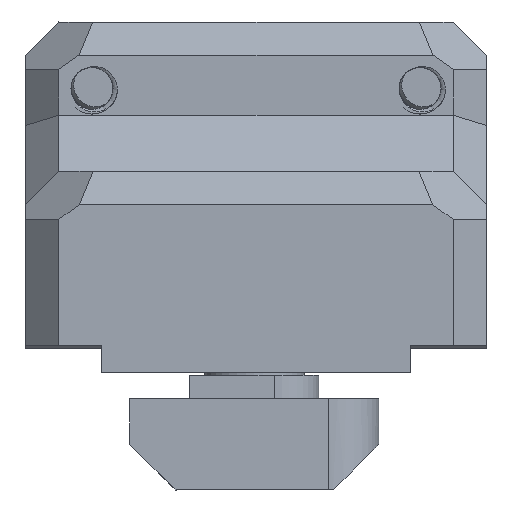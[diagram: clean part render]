
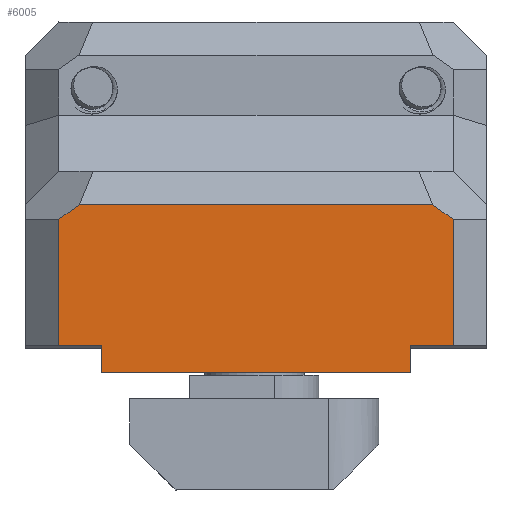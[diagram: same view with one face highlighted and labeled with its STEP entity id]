
A CAD part, left-side view. The second image highlights one B-rep face of the part: STEP entity #6005.
In plain terms, the highlighted planar face has unit normal (-1, 0, 0).
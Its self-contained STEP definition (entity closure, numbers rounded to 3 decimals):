
#835=LINE('',#22163,#1323);
#839=LINE('',#22170,#1327);
#843=LINE('',#22179,#1331);
#892=LINE('',#22583,#1380);
#895=LINE('',#22590,#1383);
#899=LINE('',#22597,#1387);
#909=LINE('',#22619,#1397);
#927=LINE('',#24837,#1415);
#929=LINE('',#24840,#1417);
#930=LINE('',#24841,#1418);
#1323=VECTOR('',#7938,10.);
#1327=VECTOR('',#7944,10.);
#1331=VECTOR('',#7950,10.);
#1380=VECTOR('',#8031,10.);
#1383=VECTOR('',#8036,10.);
#1387=VECTOR('',#8042,10.);
#1397=VECTOR('',#8064,1000.);
#1415=VECTOR('',#8132,10.);
#1417=VECTOR('',#8136,10.);
#1418=VECTOR('',#8137,1000.);
#1924=FACE_OUTER_BOUND('',#2307,.T.);
#2307=EDGE_LOOP('',(#5426,#5427,#5428,#5429,#5430,#5431,#5432,#5433,#5434,
#5435));
#2918=VERTEX_POINT('',#22160);
#2919=VERTEX_POINT('',#22162);
#2921=VERTEX_POINT('',#22168);
#2924=VERTEX_POINT('',#22176);
#2925=VERTEX_POINT('',#22178);
#2957=VERTEX_POINT('',#22582);
#2959=VERTEX_POINT('',#22587);
#2960=VERTEX_POINT('',#22589);
#2962=VERTEX_POINT('',#22595);
#2985=VERTEX_POINT('',#24836);
#3691=EDGE_CURVE('',#2919,#2918,#835,.T.);
#3695=EDGE_CURVE('',#2918,#2921,#839,.T.);
#3699=EDGE_CURVE('',#2925,#2924,#843,.T.);
#3752=EDGE_CURVE('',#2957,#2925,#892,.T.);
#3755=EDGE_CURVE('',#2959,#2960,#895,.T.);
#3759=EDGE_CURVE('',#2959,#2962,#899,.F.);
#3771=EDGE_CURVE('',#2919,#2924,#909,.T.);
#3811=EDGE_CURVE('',#2985,#2960,#927,.F.);
#3813=EDGE_CURVE('',#2962,#2957,#929,.T.);
#3814=EDGE_CURVE('',#2985,#2921,#930,.T.);
#5426=ORIENTED_EDGE('',*,*,#3755,.F.);
#5427=ORIENTED_EDGE('',*,*,#3759,.T.);
#5428=ORIENTED_EDGE('',*,*,#3813,.T.);
#5429=ORIENTED_EDGE('',*,*,#3752,.T.);
#5430=ORIENTED_EDGE('',*,*,#3699,.T.);
#5431=ORIENTED_EDGE('',*,*,#3771,.F.);
#5432=ORIENTED_EDGE('',*,*,#3691,.T.);
#5433=ORIENTED_EDGE('',*,*,#3695,.T.);
#5434=ORIENTED_EDGE('',*,*,#3814,.F.);
#5435=ORIENTED_EDGE('',*,*,#3811,.T.);
#5653=PLANE('',#6711);
#6005=ADVANCED_FACE('',(#1924),#5653,.F.);
#6711=AXIS2_PLACEMENT_3D('',#24839,#8134,#8135);
#7938=DIRECTION('',(0.,-1.,0.));
#7944=DIRECTION('',(0.,0.,-1.));
#7950=DIRECTION('',(0.,1.,0.));
#8031=DIRECTION('',(0.,0.,-1.));
#8036=DIRECTION('',(0.,0.,-1.));
#8042=DIRECTION('',(0.,-0.577,-0.816));
#8064=DIRECTION('',(0.,0.,1.));
#8132=DIRECTION('',(0.,0.577,-0.816));
#8134=DIRECTION('center_axis',(1.,0.,0.));
#8135=DIRECTION('ref_axis',(0.,0.,
1.));
#8136=DIRECTION('',(0.,1.,0.));
#8137=DIRECTION('',(0.,1.,0.));
#22160=CARTESIAN_POINT('',(12.,-3.43,13.437));
#22162=CARTESIAN_POINT('',(12.,-1.83,13.437));
#22163=CARTESIAN_POINT('',(12.,-12.367,13.437));
#22168=CARTESIAN_POINT('',(12.,-3.43,10.837));
#22170=CARTESIAN_POINT('',(12.,-3.43,21.487));
#22176=CARTESIAN_POINT('',(12.,-1.83,31.987));
#22178=CARTESIAN_POINT('',(12.,-3.43,31.987));
#22179=CARTESIAN_POINT('',(12.,-12.367,31.987));
#22582=CARTESIAN_POINT('',(12.,-3.43,34.587));
#22583=CARTESIAN_POINT('',(12.,-3.43,33.062));
#22587=CARTESIAN_POINT('',(12.,-11.905,33.344));
#22589=CARTESIAN_POINT('',(12.,-11.905,12.08));
#22590=CARTESIAN_POINT('',(12.,-11.905,26.985));
#22595=CARTESIAN_POINT('',(12.,-11.026,34.587));
#22597=CARTESIAN_POINT('',(12.,-13.742,30.745));
#22619=CARTESIAN_POINT('',(12.,-1.83,13.587));
#24836=CARTESIAN_POINT('',(12.,-11.026,10.837));
#24837=CARTESIAN_POINT('',(12.,-18.043,20.762));
#24839=CARTESIAN_POINT('Origin',(12.,-22.905,31.837));
#24840=CARTESIAN_POINT('',(12.,-2.605,34.587));
#24841=CARTESIAN_POINT('',(12.,-14.905,10.837));
